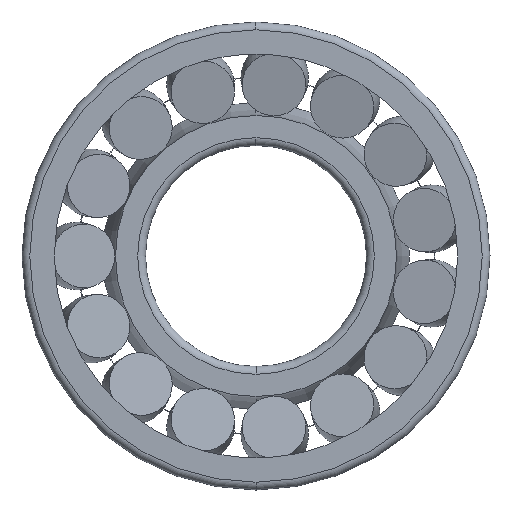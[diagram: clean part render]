
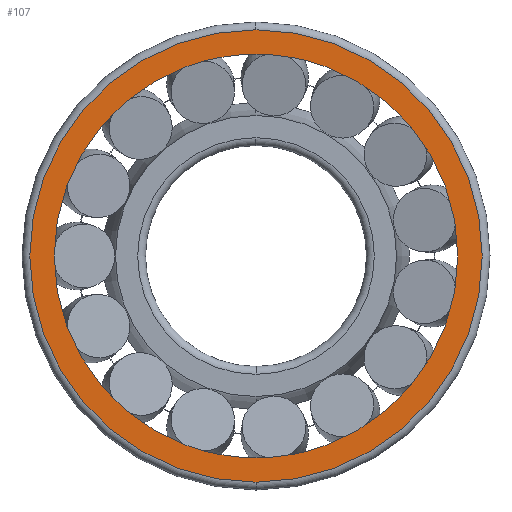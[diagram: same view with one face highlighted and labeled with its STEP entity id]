
A CAD part, left-side view. The second image highlights one B-rep face of the part: STEP entity #107.
In plain terms, the highlighted planar face has unit normal (-1, 0, 0).
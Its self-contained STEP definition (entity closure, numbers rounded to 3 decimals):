
#107=ADVANCED_FACE('',(#367,#368),#369,.T.);
#367=FACE_OUTER_BOUND('',#868,.T.);
#368=FACE_BOUND('',#869,.T.);
#369=PLANE('',#870);
#868=EDGE_LOOP('',(#1596,#1597,#1598));
#869=EDGE_LOOP('',(#1599,#1600,#1601));
#870=AXIS2_PLACEMENT_3D('',#1602,#1603,#1604);
#1596=ORIENTED_EDGE('',*,*,#3172,.F.);
#1597=ORIENTED_EDGE('',*,*,#3171,.F.);
#1598=ORIENTED_EDGE('',*,*,#3199,.F.);
#1599=ORIENTED_EDGE('',*,*,#3203,.T.);
#1600=ORIENTED_EDGE('',*,*,#3154,.T.);
#1601=ORIENTED_EDGE('',*,*,#3204,.T.);
#1602=CARTESIAN_POINT('',(0.,82.3,0.0));
#1603=DIRECTION('',(-1.0,0.,0.0));
#1604=DIRECTION('',(0.,-1.0,0.0));
#3154=EDGE_CURVE('',#3768,#3765,#3769,.T.);
#3171=EDGE_CURVE('',#3799,#3802,#3803,.T.);
#3172=EDGE_CURVE('',#3802,#3804,#3805,.T.);
#3199=EDGE_CURVE('',#3804,#3799,#3842,.T.);
#3203=EDGE_CURVE('',#3847,#3768,#3848,.T.);
#3204=EDGE_CURVE('',#3765,#3847,#3849,.T.);
#3765=VERTEX_POINT('',#4774);
#3768=VERTEX_POINT('',#4777);
#3769=CIRCLE('',#4778,77.601);
#3799=VERTEX_POINT('',#4810);
#3802=VERTEX_POINT('',#4813);
#3803=CIRCLE('',#4814,87.0);
#3804=VERTEX_POINT('',#4815);
#3805=CIRCLE('',#4816,87.0);
#3842=CIRCLE('',#4929,87.0);
#3847=VERTEX_POINT('',#4934);
#3848=CIRCLE('',#4935,77.601);
#3849=CIRCLE('',#4936,77.601);
#4774=CARTESIAN_POINT('',(0.,0.,-77.601));
#4777=CARTESIAN_POINT('',(0.,0.,77.601));
#4778=AXIS2_PLACEMENT_3D('',#9748,#9749,#9750);
#4810=CARTESIAN_POINT('',(0.0,0.,-87.0));
#4813=CARTESIAN_POINT('',(0.0,87.0,0.0));
#4814=AXIS2_PLACEMENT_3D('',#9795,#9796,#9797);
#4815=CARTESIAN_POINT('',(0.0,0.,87.0));
#4816=AXIS2_PLACEMENT_3D('',#9798,#9799,#9800);
#4929=AXIS2_PLACEMENT_3D('',#9852,#9853,#9854);
#4934=CARTESIAN_POINT('',(0.,77.601,0.0));
#4935=AXIS2_PLACEMENT_3D('',#9864,#9865,#9866);
#4936=AXIS2_PLACEMENT_3D('',#9867,#9868,#9869);
#9748=CARTESIAN_POINT('',(0.,0.0,0.0));
#9749=DIRECTION('',(1.0,0.0,0.0));
#9750=DIRECTION('',(0.0,1.0,0.0));
#9795=CARTESIAN_POINT('',(0.0,0.0,0.0));
#9796=DIRECTION('',(1.0,0.0,0.0));
#9797=DIRECTION('',(0.0,1.0,0.0));
#9798=CARTESIAN_POINT('',(0.0,0.0,0.0));
#9799=DIRECTION('',(1.0,0.0,0.0));
#9800=DIRECTION('',(0.0,1.0,0.0));
#9852=CARTESIAN_POINT('',(0.0,0.0,0.0));
#9853=DIRECTION('',(1.0,0.0,0.0));
#9854=DIRECTION('',(0.0,1.0,0.0));
#9864=CARTESIAN_POINT('',(0.,0.0,0.0));
#9865=DIRECTION('',(1.0,0.0,0.0));
#9866=DIRECTION('',(0.0,1.0,0.0));
#9867=CARTESIAN_POINT('',(0.,0.0,0.0));
#9868=DIRECTION('',(1.0,0.0,0.0));
#9869=DIRECTION('',(0.0,1.0,0.0));
